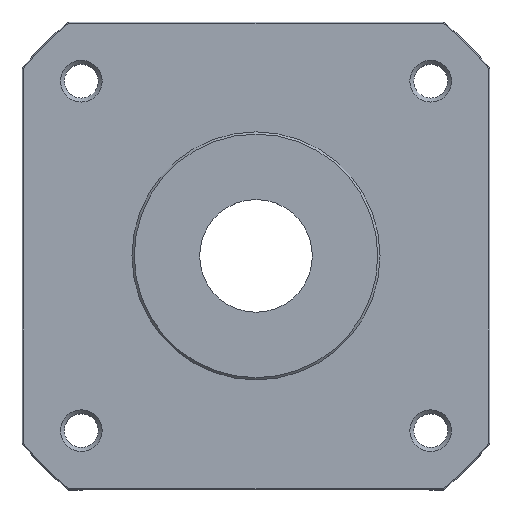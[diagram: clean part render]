
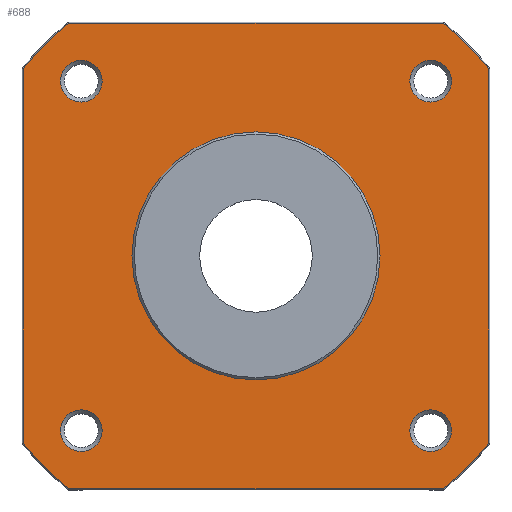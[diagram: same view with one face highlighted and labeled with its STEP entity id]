
A CAD part, top view. The second image highlights one B-rep face of the part: STEP entity #688.
In plain terms, the highlighted planar face has unit normal (0, 0, 1).
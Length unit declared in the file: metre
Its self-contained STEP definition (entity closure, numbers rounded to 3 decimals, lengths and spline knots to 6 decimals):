
#31=PLANE('',#863);
#45=CIRCLE('',#799,0.0265);
#46=CIRCLE('',#801,0.0265);
#49=CIRCLE('',#807,0.0265);
#50=CIRCLE('',#809,0.0265);
#60=CIRCLE('',#826,0.00185);
#62=CIRCLE('',#829,0.00185);
#64=CIRCLE('',#832,0.00185);
#66=CIRCLE('',#835,0.00185);
#82=CIRCLE('',#862,0.011);
#91=LINE('',#1103,#127);
#94=LINE('',#1137,#130);
#95=LINE('',#1145,#131);
#97=LINE('',#1166,#133);
#127=VECTOR('',#887,1.);
#130=VECTOR('',#904,1.);
#131=VECTOR('',#907,1.);
#133=VECTOR('',#923,1.);
#251=ORIENTED_EDGE('',*,*,#407,.T.);
#252=ORIENTED_EDGE('',*,*,#369,.T.);
#253=ORIENTED_EDGE('',*,*,#371,.T.);
#254=ORIENTED_EDGE('',*,*,#373,.T.);
#255=ORIENTED_EDGE('',*,*,#375,.T.);
#256=ORIENTED_EDGE('',*,*,#343,.F.);
#257=ORIENTED_EDGE('',*,*,#338,.F.);
#258=ORIENTED_EDGE('',*,*,#345,.F.);
#259=ORIENTED_EDGE('',*,*,#351,.F.);
#260=ORIENTED_EDGE('',*,*,#357,.F.);
#261=ORIENTED_EDGE('',*,*,#359,.F.);
#262=ORIENTED_EDGE('',*,*,#355,.F.);
#263=ORIENTED_EDGE('',*,*,#349,.F.);
#338=EDGE_CURVE('',#425,#426,#91,.T.);
#343=EDGE_CURVE('',#426,#429,#45,.T.);
#345=EDGE_CURVE('',#431,#425,#46,.T.);
#349=EDGE_CURVE('',#429,#433,#94,.T.);
#351=EDGE_CURVE('',#435,#431,#95,.T.);
#355=EDGE_CURVE('',#433,#437,#49,.T.);
#357=EDGE_CURVE('',#439,#435,#50,.T.);
#359=EDGE_CURVE('',#437,#439,#97,.T.);
#369=EDGE_CURVE('',#448,#448,#60,.T.);
#371=EDGE_CURVE('',#450,#450,#62,.T.);
#373=EDGE_CURVE('',#452,#452,#64,.T.);
#375=EDGE_CURVE('',#454,#454,#66,.T.);
#407=EDGE_CURVE('',#482,#482,#82,.T.);
#425=VERTEX_POINT('',#1102);
#426=VERTEX_POINT('',#1104);
#429=VERTEX_POINT('',#1117);
#431=VERTEX_POINT('',#1126);
#433=VERTEX_POINT('',#1135);
#435=VERTEX_POINT('',#1144);
#437=VERTEX_POINT('',#1153);
#439=VERTEX_POINT('',#1162);
#448=VERTEX_POINT('',#1191);
#450=VERTEX_POINT('',#1196);
#452=VERTEX_POINT('',#1201);
#454=VERTEX_POINT('',#1206);
#482=VERTEX_POINT('',#1277);
#535=EDGE_LOOP('',(#251));
#536=EDGE_LOOP('',(#252));
#537=EDGE_LOOP('',(#253));
#538=EDGE_LOOP('',(#254));
#539=EDGE_LOOP('',(#255));
#540=EDGE_LOOP('',(#256,#257,#258,#259,#260,#261,#262,#263));
#607=FACE_BOUND('',#535,.T.);
#608=FACE_BOUND('',#536,.T.);
#609=FACE_BOUND('',#537,.T.);
#610=FACE_BOUND('',#538,.T.);
#611=FACE_BOUND('',#539,.T.);
#612=FACE_BOUND('',#540,.T.);
#688=ADVANCED_FACE('',(#607,#608,#609,#610,#611,#612),#31,.F.);
#799=AXIS2_PLACEMENT_3D('',#1119,#893,#894);
#801=AXIS2_PLACEMENT_3D('',#1127,#897,#898);
#807=AXIS2_PLACEMENT_3D('',#1155,#913,#914);
#809=AXIS2_PLACEMENT_3D('',#1163,#917,#918);
#826=AXIS2_PLACEMENT_3D('',#1190,#953,#954);
#829=AXIS2_PLACEMENT_3D('',#1195,#959,#960);
#832=AXIS2_PLACEMENT_3D('',#1200,#965,#966);
#835=AXIS2_PLACEMENT_3D('',#1205,#971,#972);
#862=AXIS2_PLACEMENT_3D('',#1276,#1041,#1042);
#863=AXIS2_PLACEMENT_3D('',#1278,#1043,#1044);
#887=DIRECTION('',(0.,-1.,0.));
#893=DIRECTION('',(0.,0.,-1.));
#894=DIRECTION('',(0.,1.,0.));
#897=DIRECTION('',(0.,0.,-1.));
#898=DIRECTION('',(0.,1.,0.));
#904=DIRECTION('',(-1.,0.,0.));
#907=DIRECTION('',(1.,0.,0.));
#913=DIRECTION('',(0.,0.,-1.));
#914=DIRECTION('',(0.,1.,0.));
#917=DIRECTION('',(0.,0.,-1.));
#918=DIRECTION('',(0.,1.,0.));
#923=DIRECTION('',(0.,1.,0.));
#953=DIRECTION('',(0.,0.,-1.));
#954=DIRECTION('',(0.,1.,0.));
#959=DIRECTION('',(0.,0.,-1.));
#960=DIRECTION('',(0.,1.,0.));
#965=DIRECTION('',(0.,0.,-1.));
#966=DIRECTION('',(0.,1.,0.));
#971=DIRECTION('',(0.,0.,-1.));
#972=DIRECTION('',(0.,1.,0.));
#1041=DIRECTION('',(0.,0.,-1.));
#1042=DIRECTION('',(0.,1.,0.));
#1043=DIRECTION('',(0.,0.,-1.));
#1044=DIRECTION('',(0.,1.,0.));
#1102=CARTESIAN_POINT('',(0.02065,0.029267,0.035659));
#1103=CARTESIAN_POINT('',(0.02065,0.012659,0.035659));
#1104=CARTESIAN_POINT('',(0.02065,-0.003949,0.035659));
#1117=CARTESIAN_POINT('',(0.016608,-0.007991,0.035659));
#1119=CARTESIAN_POINT('',(0.,0.012659,0.035659));
#1126=CARTESIAN_POINT('',(0.016608,0.033309,0.035659));
#1127=CARTESIAN_POINT('',(0.,0.012659,0.035659));
#1135=CARTESIAN_POINT('',(-0.016608,-0.007991,0.035659));
#1137=CARTESIAN_POINT('',(0.,-0.007991,0.035659));
#1144=CARTESIAN_POINT('',(-0.016608,0.033309,0.035659));
#1145=CARTESIAN_POINT('',(0.,0.033309,0.035659));
#1153=CARTESIAN_POINT('',(-0.02065,-0.003949,0.035659));
#1155=CARTESIAN_POINT('',(0.,0.012659,0.035659));
#1162=CARTESIAN_POINT('',(-0.02065,0.029267,0.035659));
#1163=CARTESIAN_POINT('',(0.,0.012659,0.035659));
#1166=CARTESIAN_POINT('',(-0.02065,0.012659,0.035659));
#1190=CARTESIAN_POINT('',(0.0155,-0.002841,0.035659));
#1191=CARTESIAN_POINT('',(0.0155,-0.000991,0.035659));
#1195=CARTESIAN_POINT('',(0.0155,0.028159,0.035659));
#1196=CARTESIAN_POINT('',(0.0155,0.030009,0.035659));
#1200=CARTESIAN_POINT('',(-0.0155,0.028159,0.035659));
#1201=CARTESIAN_POINT('',(-0.0155,0.030009,0.035659));
#1205=CARTESIAN_POINT('',(-0.0155,-0.002841,0.035659));
#1206=CARTESIAN_POINT('',(-0.0155,-0.000991,0.035659));
#1276=CARTESIAN_POINT('',(0.,0.012659,0.035659));
#1277=CARTESIAN_POINT('',(0.,0.023659,0.035659));
#1278=CARTESIAN_POINT('',(0.,0.012659,0.035659));
